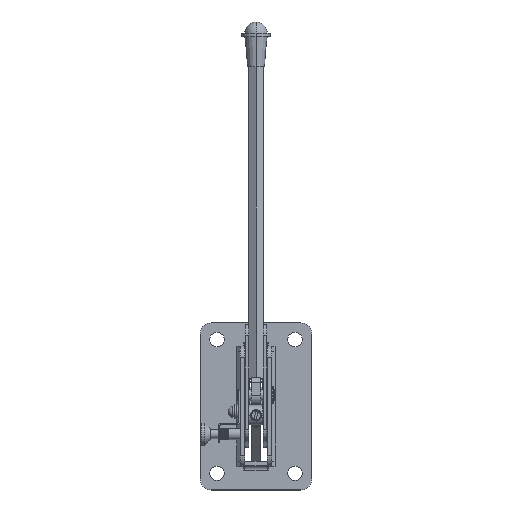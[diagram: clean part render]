
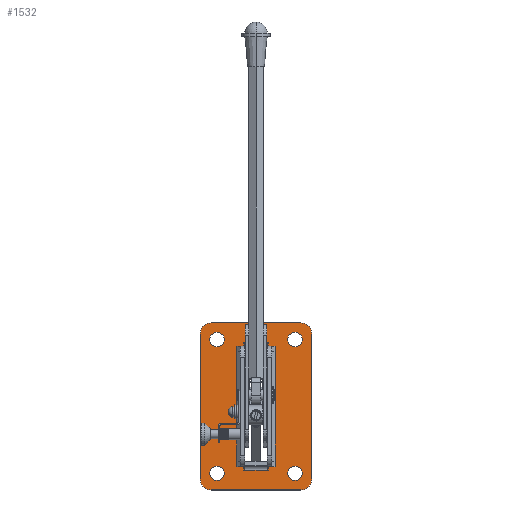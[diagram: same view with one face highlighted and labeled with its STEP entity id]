
A CAD part, top view. The second image highlights one B-rep face of the part: STEP entity #1532.
In plain terms, the highlighted planar face has unit normal (0, 0, 1).
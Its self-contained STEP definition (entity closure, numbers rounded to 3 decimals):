
#603=CARTESIAN_POINT('',(-35.,60.,0.));
#604=DIRECTION('',(0.,0.,-1.));
#605=DIRECTION('',(-1.,0.,0.));
#606=AXIS2_PLACEMENT_3D('',#603,#604,#605);
#608=CARTESIAN_POINT('',(-35.,60.,0.));
#609=DIRECTION('',(0.,0.,-1.));
#610=DIRECTION('',(1.,0.,0.));
#611=AXIS2_PLACEMENT_3D('',#608,#609,#610);
#613=CARTESIAN_POINT('',(35.,60.,0.));
#614=DIRECTION('',(0.,0.,-1.));
#615=DIRECTION('',(-1.,0.,0.));
#616=AXIS2_PLACEMENT_3D('',#613,#614,#615);
#618=CARTESIAN_POINT('',(35.,60.,0.));
#619=DIRECTION('',(0.,0.,-1.));
#620=DIRECTION('',(1.,0.,0.));
#621=AXIS2_PLACEMENT_3D('',#618,#619,#620);
#623=CARTESIAN_POINT('',(-35.,-60.,0.));
#624=DIRECTION('',(0.,0.,-1.));
#625=DIRECTION('',(-1.,0.,0.));
#626=AXIS2_PLACEMENT_3D('',#623,#624,#625);
#628=CARTESIAN_POINT('',(-35.,-60.,0.));
#629=DIRECTION('',(0.,0.,-1.));
#630=DIRECTION('',(1.,0.,0.));
#631=AXIS2_PLACEMENT_3D('',#628,#629,#630);
#633=CARTESIAN_POINT('',(35.,-60.,0.));
#634=DIRECTION('',(0.,0.,-1.));
#635=DIRECTION('',(-1.,0.,0.));
#636=AXIS2_PLACEMENT_3D('',#633,#634,#635);
#638=CARTESIAN_POINT('',(35.,-60.,0.));
#639=DIRECTION('',(0.,0.,-1.));
#640=DIRECTION('',(1.,0.,0.));
#641=AXIS2_PLACEMENT_3D('',#638,#639,#640);
#643=CARTESIAN_POINT('',(-40.,65.,0.));
#644=DIRECTION('',(0.,0.,1.));
#645=DIRECTION('',(0.,1.,0.));
#646=AXIS2_PLACEMENT_3D('',#643,#644,#645);
#648=DIRECTION('',(-1.,0.,0.));
#649=VECTOR('',#648,80.);
#650=CARTESIAN_POINT('',(40.,75.,0.));
#651=LINE('',#650,#649);
#652=CARTESIAN_POINT('',(40.,65.,0.));
#653=DIRECTION('',(0.,0.,1.));
#654=DIRECTION('',(1.,0.,0.));
#655=AXIS2_PLACEMENT_3D('',#652,#653,#654);
#657=DIRECTION('',(0.,1.,0.));
#658=VECTOR('',#657,130.);
#659=CARTESIAN_POINT('',(50.,-65.,0.));
#660=LINE('',#659,#658);
#661=CARTESIAN_POINT('',(40.,-65.,0.));
#662=DIRECTION('',(0.,0.,1.));
#663=DIRECTION('',(0.,-1.,0.));
#664=AXIS2_PLACEMENT_3D('',#661,#662,#663);
#666=DIRECTION('',(1.,0.,0.));
#667=VECTOR('',#666,80.);
#668=CARTESIAN_POINT('',(-40.,-75.,0.));
#669=LINE('',#668,#667);
#670=CARTESIAN_POINT('',(-40.,-65.,0.));
#671=DIRECTION('',(0.,0.,1.));
#672=DIRECTION('',(-1.,0.,0.));
#673=AXIS2_PLACEMENT_3D('',#670,#671,#672);
#675=DIRECTION('',(0.,-1.,0.));
#676=VECTOR('',#675,130.);
#677=CARTESIAN_POINT('',(-50.,65.,0.));
#678=LINE('',#677,#676);
#679=DIRECTION('',(1.,0.,0.));
#680=VECTOR('',#679,1.);
#681=CARTESIAN_POINT('',(10.1,-57.1,0.));
#682=LINE('',#681,#680);
#683=DIRECTION('',(0.,-1.,0.));
#684=VECTOR('',#683,8.);
#685=CARTESIAN_POINT('',(11.1,-49.1,0.));
#686=LINE('',#685,#684);
#687=DIRECTION('',(-1.,0.,0.));
#688=VECTOR('',#687,3.);
#689=CARTESIAN_POINT('',(14.1,-49.1,0.));
#690=LINE('',#689,#688);
#691=DIRECTION('',(0.,-1.,0.));
#692=VECTOR('',#691,98.2);
#693=CARTESIAN_POINT('',(14.1,49.1,0.));
#694=LINE('',#693,#692);
#695=DIRECTION('',(1.,0.,0.));
#696=VECTOR('',#695,3.);
#697=CARTESIAN_POINT('',(11.1,49.1,0.));
#698=LINE('',#697,#696);
#699=DIRECTION('',(0.,1.,0.));
#700=VECTOR('',#699,8.);
#701=CARTESIAN_POINT('',(11.1,49.1,0.));
#702=LINE('',#701,#700);
#703=DIRECTION('',(1.,0.,0.));
#704=VECTOR('',#703,1.);
#705=CARTESIAN_POINT('',(10.1,57.1,0.));
#706=LINE('',#705,#704);
#707=DIRECTION('',(-1.,0.,0.));
#708=VECTOR('',#707,1.);
#709=CARTESIAN_POINT('',(-10.1,57.1,0.));
#710=LINE('',#709,#708);
#711=DIRECTION('',(0.,1.,0.));
#712=VECTOR('',#711,8.);
#713=CARTESIAN_POINT('',(-11.1,49.1,0.));
#714=LINE('',#713,#712);
#715=DIRECTION('',(1.,0.,0.));
#716=VECTOR('',#715,3.);
#717=CARTESIAN_POINT('',(-14.1,49.1,0.));
#718=LINE('',#717,#716);
#719=DIRECTION('',(0.,1.,0.));
#720=VECTOR('',#719,98.2);
#721=CARTESIAN_POINT('',(-14.1,-49.1,0.));
#722=LINE('',#721,#720);
#723=DIRECTION('',(-1.,0.,0.));
#724=VECTOR('',#723,3.);
#725=CARTESIAN_POINT('',(-11.1,-49.1,0.));
#726=LINE('',#725,#724);
#727=DIRECTION('',(0.,-1.,0.));
#728=VECTOR('',#727,8.);
#729=CARTESIAN_POINT('',(-11.1,-49.1,0.));
#730=LINE('',#729,#728);
#731=DIRECTION('',(-1.,0.,0.));
#732=VECTOR('',#731,1.);
#733=CARTESIAN_POINT('',(-10.1,-57.1,0.));
#734=LINE('',#733,#732);
#940=DIRECTION('',(-1.,0.,0.));
#941=VECTOR('',#940,20.2);
#942=CARTESIAN_POINT('',(10.1,-57.1,0.));
#943=LINE('',#942,#941);
#1056=DIRECTION('',(1.,0.,0.));
#1057=VECTOR('',#1056,20.2);
#1058=CARTESIAN_POINT('',(-10.1,57.1,0.));
#1059=LINE('',#1058,#1057);
#1259=CARTESIAN_POINT('',(14.1,49.1,0.));
#1260=CARTESIAN_POINT('',(14.1,-49.1,0.));
#1261=VERTEX_POINT('',#1259);
#1262=VERTEX_POINT('',#1260);
#1263=CARTESIAN_POINT('',(-14.1,-49.1,0.));
#1264=CARTESIAN_POINT('',(-14.1,49.1,0.));
#1265=VERTEX_POINT('',#1263);
#1266=VERTEX_POINT('',#1264);
#1275=CARTESIAN_POINT('',(-41.5,60.,0.));
#1276=CARTESIAN_POINT('',(-28.5,60.,0.));
#1277=VERTEX_POINT('',#1275);
#1278=VERTEX_POINT('',#1276);
#1283=CARTESIAN_POINT('',(28.5,60.,0.));
#1284=CARTESIAN_POINT('',(41.5,60.,0.));
#1285=VERTEX_POINT('',#1283);
#1286=VERTEX_POINT('',#1284);
#1291=CARTESIAN_POINT('',(-41.5,-60.,0.));
#1292=CARTESIAN_POINT('',(-28.5,-60.,0.));
#1293=VERTEX_POINT('',#1291);
#1294=VERTEX_POINT('',#1292);
#1299=CARTESIAN_POINT('',(28.5,-60.,0.));
#1300=CARTESIAN_POINT('',(41.5,-60.,0.));
#1301=VERTEX_POINT('',#1299);
#1302=VERTEX_POINT('',#1300);
#1307=CARTESIAN_POINT('',(-40.,75.,0.));
#1308=CARTESIAN_POINT('',(-50.,65.,0.));
#1309=VERTEX_POINT('',#1307);
#1310=VERTEX_POINT('',#1308);
#1315=CARTESIAN_POINT('',(-50.,-65.,0.));
#1316=CARTESIAN_POINT('',(-40.,-75.,0.));
#1317=VERTEX_POINT('',#1315);
#1318=VERTEX_POINT('',#1316);
#1323=CARTESIAN_POINT('',(40.,-75.,0.));
#1324=CARTESIAN_POINT('',(50.,-65.,0.));
#1325=VERTEX_POINT('',#1323);
#1326=VERTEX_POINT('',#1324);
#1331=CARTESIAN_POINT('',(50.,65.,0.));
#1332=CARTESIAN_POINT('',(40.,75.,0.));
#1333=VERTEX_POINT('',#1331);
#1334=VERTEX_POINT('',#1332);
#1363=CARTESIAN_POINT('',(10.1,57.1,0.));
#1364=CARTESIAN_POINT('',(11.1,57.1,0.));
#1365=VERTEX_POINT('',#1363);
#1366=VERTEX_POINT('',#1364);
#1367=CARTESIAN_POINT('',(11.1,49.1,0.));
#1368=VERTEX_POINT('',#1367);
#1375=CARTESIAN_POINT('',(-10.1,57.1,0.));
#1376=CARTESIAN_POINT('',(-11.1,57.1,0.));
#1377=VERTEX_POINT('',#1375);
#1378=VERTEX_POINT('',#1376);
#1379=CARTESIAN_POINT('',(-11.1,49.1,0.));
#1380=VERTEX_POINT('',#1379);
#1411=CARTESIAN_POINT('',(-10.1,-57.1,0.));
#1412=CARTESIAN_POINT('',(-11.1,-57.1,0.));
#1413=VERTEX_POINT('',#1411);
#1414=VERTEX_POINT('',#1412);
#1415=CARTESIAN_POINT('',(-11.1,-49.1,0.));
#1416=VERTEX_POINT('',#1415);
#1423=CARTESIAN_POINT('',(10.1,-57.1,0.));
#1424=CARTESIAN_POINT('',(11.1,-57.1,0.));
#1425=VERTEX_POINT('',#1423);
#1426=VERTEX_POINT('',#1424);
#1427=CARTESIAN_POINT('',(11.1,-49.1,0.));
#1428=VERTEX_POINT('',#1427);
#1451=CARTESIAN_POINT('',(0.,0.,0.));
#1452=DIRECTION('',(0.,0.,1.));
#1453=DIRECTION('',(1.,0.,0.));
#1454=AXIS2_PLACEMENT_3D('',#1451,#1452,#1453);
#1455=PLANE('',#1454);
#1457=ORIENTED_EDGE('',*,*,#1456,.F.);
#1459=ORIENTED_EDGE('',*,*,#1458,.F.);
#1461=ORIENTED_EDGE('',*,*,#1460,.F.);
#1463=ORIENTED_EDGE('',*,*,#1462,.F.);
#1465=ORIENTED_EDGE('',*,*,#1464,.F.);
#1467=ORIENTED_EDGE('',*,*,#1466,.F.);
#1469=ORIENTED_EDGE('',*,*,#1468,.F.);
#1471=ORIENTED_EDGE('',*,*,#1470,.F.);
#1472=EDGE_LOOP('',(#1457,#1459,#1461,#1463,#1465,#1467,#1469,#1471));
#1473=FACE_OUTER_BOUND('',#1472,.F.);
#1475=ORIENTED_EDGE('',*,*,#1474,.F.);
#1477=ORIENTED_EDGE('',*,*,#1476,.F.);
#1478=EDGE_LOOP('',(#1475,#1477));
#1479=FACE_BOUND('',#1478,.F.);
#1481=ORIENTED_EDGE('',*,*,#1480,.F.);
#1483=ORIENTED_EDGE('',*,*,#1482,.F.);
#1484=EDGE_LOOP('',(#1481,#1483));
#1485=FACE_BOUND('',#1484,.F.);
#1487=ORIENTED_EDGE('',*,*,#1486,.F.);
#1489=ORIENTED_EDGE('',*,*,#1488,.F.);
#1490=EDGE_LOOP('',(#1487,#1489));
#1491=FACE_BOUND('',#1490,.F.);
#1493=ORIENTED_EDGE('',*,*,#1492,.F.);
#1495=ORIENTED_EDGE('',*,*,#1494,.F.);
#1496=EDGE_LOOP('',(#1493,#1495));
#1497=FACE_BOUND('',#1496,.F.);
#1499=ORIENTED_EDGE('',*,*,#1498,.T.);
#1501=ORIENTED_EDGE('',*,*,#1500,.F.);
#1503=ORIENTED_EDGE('',*,*,#1502,.F.);
#1505=ORIENTED_EDGE('',*,*,#1504,.F.);
#1507=ORIENTED_EDGE('',*,*,#1506,.F.);
#1509=ORIENTED_EDGE('',*,*,#1508,.T.);
#1511=ORIENTED_EDGE('',*,*,#1510,.F.);
#1513=ORIENTED_EDGE('',*,*,#1512,.F.);
#1515=ORIENTED_EDGE('',*,*,#1514,.T.);
#1517=ORIENTED_EDGE('',*,*,#1516,.F.);
#1519=ORIENTED_EDGE('',*,*,#1518,.F.);
#1521=ORIENTED_EDGE('',*,*,#1520,.F.);
#1523=ORIENTED_EDGE('',*,*,#1522,.F.);
#1525=ORIENTED_EDGE('',*,*,#1524,.T.);
#1527=ORIENTED_EDGE('',*,*,#1526,.F.);
#1529=ORIENTED_EDGE('',*,*,#1528,.F.);
#1530=EDGE_LOOP('',(#1499,#1501,#1503,#1505,#1507,#1509,#1511,#1513,#1515,#1517,
#1519,#1521,#1523,#1525,#1527,#1529));
#1531=FACE_BOUND('',#1530,.F.);
#1532=ADVANCED_FACE('',(#1473,#1479,#1485,#1491,#1497,#1531),#1455,.T.);
#607=CIRCLE('',#606,6.5);
#612=CIRCLE('',#611,6.5);
#617=CIRCLE('',#616,6.5);
#622=CIRCLE('',#621,6.5);
#627=CIRCLE('',#626,6.5);
#632=CIRCLE('',#631,6.5);
#637=CIRCLE('',#636,6.5);
#642=CIRCLE('',#641,6.5);
#647=CIRCLE('',#646,10.);
#656=CIRCLE('',#655,10.);
#665=CIRCLE('',#664,10.);
#674=CIRCLE('',#673,10.);
#1456=EDGE_CURVE('',#1309,#1310,#647,.T.);
#1458=EDGE_CURVE('',#1334,#1309,#651,.T.);
#1460=EDGE_CURVE('',#1333,#1334,#656,.T.);
#1462=EDGE_CURVE('',#1326,#1333,#660,.T.);
#1464=EDGE_CURVE('',#1325,#1326,#665,.T.);
#1466=EDGE_CURVE('',#1318,#1325,#669,.T.);
#1468=EDGE_CURVE('',#1317,#1318,#674,.T.);
#1470=EDGE_CURVE('',#1310,#1317,#678,.T.);
#1474=EDGE_CURVE('',#1277,#1278,#607,.T.);
#1476=EDGE_CURVE('',#1278,#1277,#612,.T.);
#1480=EDGE_CURVE('',#1285,#1286,#617,.T.);
#1482=EDGE_CURVE('',#1286,#1285,#622,.T.);
#1486=EDGE_CURVE('',#1293,#1294,#627,.T.);
#1488=EDGE_CURVE('',#1294,#1293,#632,.T.);
#1492=EDGE_CURVE('',#1301,#1302,#637,.T.);
#1494=EDGE_CURVE('',#1302,#1301,#642,.T.);
#1498=EDGE_CURVE('',#1425,#1426,#682,.T.);
#1500=EDGE_CURVE('',#1428,#1426,#686,.T.);
#1502=EDGE_CURVE('',#1262,#1428,#690,.T.);
#1504=EDGE_CURVE('',#1261,#1262,#694,.T.);
#1506=EDGE_CURVE('',#1368,#1261,#698,.T.);
#1508=EDGE_CURVE('',#1368,#1366,#702,.T.);
#1510=EDGE_CURVE('',#1365,#1366,#706,.T.);
#1512=EDGE_CURVE('',#1377,#1365,#1059,.T.);
#1514=EDGE_CURVE('',#1377,#1378,#710,.T.);
#1516=EDGE_CURVE('',#1380,#1378,#714,.T.);
#1518=EDGE_CURVE('',#1266,#1380,#718,.T.);
#1520=EDGE_CURVE('',#1265,#1266,#722,.T.);
#1522=EDGE_CURVE('',#1416,#1265,#726,.T.);
#1524=EDGE_CURVE('',#1416,#1414,#730,.T.);
#1526=EDGE_CURVE('',#1413,#1414,#734,.T.);
#1528=EDGE_CURVE('',#1425,#1413,#943,.T.);
